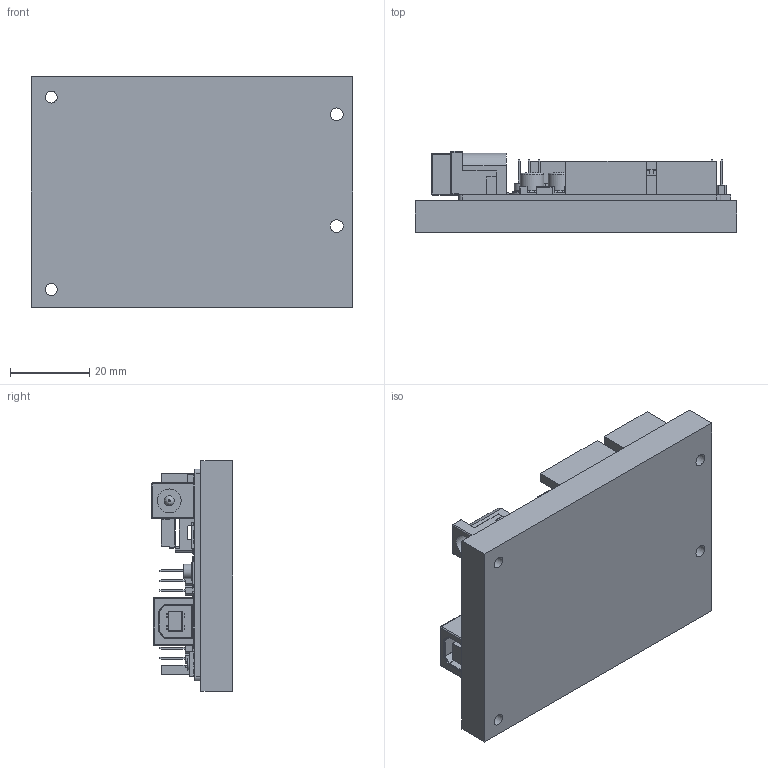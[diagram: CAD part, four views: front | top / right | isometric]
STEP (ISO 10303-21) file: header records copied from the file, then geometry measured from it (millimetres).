
FILE_DESCRIPTION(/* description */ ('STEP AP214'),/* implementation_level */ '2;1');
FILE_NAME(/* name */ 'Arduino.stp',/* time_stamp */ '2023-04-24T17:52:31+02:00',/* author */ ('Christian'),/* organization */ (''),/* preprocessor_version */ 'ST-DEVELOPER v18.1',/* originating_system */ 'Autodesk Inventor 2022',/* authorisation */ '');
FILE_SCHEMA (('AUTOMOTIVE_DESIGN { 1 0 10303 214 3 1 1 }'));
Products named in the file (1): Dummy_arduinoUnoDetailed
Bounding box: 81 x 20.5 x 58 mm (x, y, z)
Volume: 49890.3 mm3; surface area: 19232.2 mm2
Topology: 1 solids, 1 shells, 2229 faces, 5871 edges, 3729 vertices
Faces by surface type: plane 1687, cylinder 478, sphere 28, torus 21, bspline 15
Full cylindrical faces by diameter (mm): 0.5 x59, 1 x1, 1.296 x2, 1.5 x1, 2.5 x1, 3 x3, 3.2 x4, 5.95 x2, 6 x1
Entity records: 70394 total; most frequent: CARTESIAN_POINT 12540, ORIENTED_EDGE 11686, DIRECTION 11178, EDGE_CURVE 5843, LINE 4874, VECTOR 4874, VERTEX_POINT 3729, AXIS2_PLACEMENT_3D 3152
